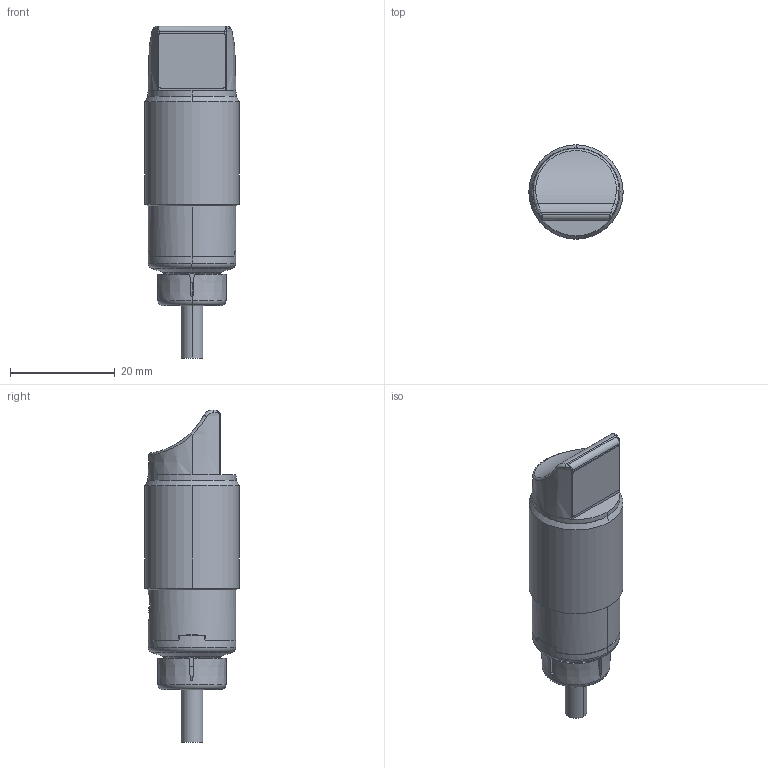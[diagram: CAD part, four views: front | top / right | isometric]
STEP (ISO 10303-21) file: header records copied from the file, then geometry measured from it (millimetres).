
FILE_DESCRIPTION((''),'2;1');
FILE_NAME('047','2021-02-02T13:19:03',('axu'),(''),'CREO PARAMETRIC BY PTC INC, 2019292','CREO PARAMETRIC BY PTC INC, 2019292','');
FILE_SCHEMA(('CONFIG_CONTROL_DESIGN','SHAPE_APPEARANCE_LAYERS_GROUPS'));
Length unit declared in the file: millimetre
Products named in the file (1): 047
Bounding box: 18 x 18 x 63.45 mm (x, y, z)
Volume: 10672.7 mm3; surface area: 4036 mm2
Topology: 1 solids, 2 shells, 370 faces, 991 edges, 626 vertices
Faces by surface type: plane 122, cylinder 99, bspline 61, torus 42, cone 34, sphere 12
Entity records: 19354 total; most frequent: CARTESIAN_POINT 6161, ORIENTED_EDGE 1962, DIRECTION 1738, EDGE_CURVE 981, FILL_AREA_STYLE_COLOUR 706, FILL_AREA_STYLE 706, SURFACE_STYLE_FILL_AREA 706, SURFACE_SIDE_STYLE 706
